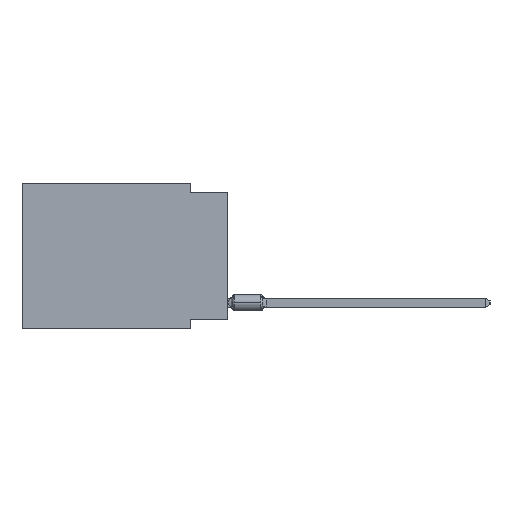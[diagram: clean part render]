
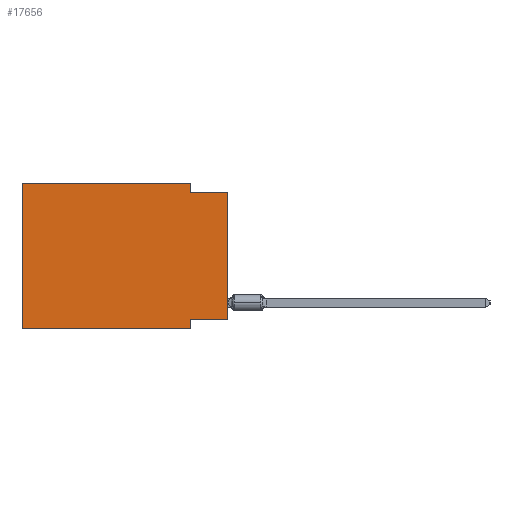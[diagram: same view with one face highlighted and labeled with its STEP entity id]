
A CAD part, left-side view. The second image highlights one B-rep face of the part: STEP entity #17656.
In plain terms, the highlighted planar face has unit normal (-1, 0, 0).
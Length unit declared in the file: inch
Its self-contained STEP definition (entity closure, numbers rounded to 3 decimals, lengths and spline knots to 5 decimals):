
#347 = DIRECTION ( 'NONE',  ( 0., 0., 1. ) ) ;
#1861 = CARTESIAN_POINT ( 'NONE',  ( 0., 0.1, -0.025 ) ) ;
#2150 = DIRECTION ( 'NONE',  ( 0., 0., 1. ) ) ;
#2589 = DIRECTION ( 'NONE',  ( 0., 0., -1. ) ) ;
#3116 = LINE ( 'NONE', #21167, #27314 ) ;
#3554 = CARTESIAN_POINT ( 'NONE',  ( 0., 0., -0.025 ) ) ;
#4285 = DIRECTION ( 'NONE',  ( 0., 0., -1. ) ) ;
#4407 = ORIENTED_EDGE ( 'NONE', *, *, #10757, .F. ) ;
#4442 = VECTOR ( 'NONE', #8025, 39.37008 ) ;
#4459 = CARTESIAN_POINT ( 'NONE',  ( 0., 0., -0.025 ) ) ;
#4882 = CARTESIAN_POINT ( 'NONE',  ( 0., 0.55, -0.39 ) ) ;
#6768 = ORIENTED_EDGE ( 'NONE', *, *, #19817, .F. ) ;
#6982 = ORIENTED_EDGE ( 'NONE', *, *, #16518, .F. ) ;
#7204 = LINE ( 'NONE', #4459, #15472 ) ;
#7220 = FACE_OUTER_BOUND ( 'NONE', #30401, .T. ) ;
#7420 = VERTEX_POINT ( 'NONE', #12121 ) ;
#7687 = VERTEX_POINT ( 'NONE', #17002 ) ;
#7821 = VERTEX_POINT ( 'NONE', #26979 ) ;
#8025 = DIRECTION ( 'NONE',  ( 0., -1., 0. ) ) ;
#10385 = ORIENTED_EDGE ( 'NONE', *, *, #34081, .T. ) ;
#10468 = EDGE_CURVE ( 'NONE', #29584, #7821, #37847, .T. ) ;
#10559 = CARTESIAN_POINT ( 'NONE',  ( 0., 0.55, 0. ) ) ;
#10757 = EDGE_CURVE ( 'NONE', #16149, #19990, #7204, .T. ) ;
#11348 = EDGE_CURVE ( 'NONE', #11781, #7687, #33172, .T. ) ;
#11781 = VERTEX_POINT ( 'NONE', #35881 ) ;
#12121 = CARTESIAN_POINT ( 'NONE',  ( 0., 0.55, 0. ) ) ;
#12756 = CARTESIAN_POINT ( 'NONE',  ( 0., 0.1, 0. ) ) ;
#14892 = VECTOR ( 'NONE', #2150, 39.37008 ) ;
#15472 = VECTOR ( 'NONE', #16439, 39.37008 ) ;
#16149 = VERTEX_POINT ( 'NONE', #1861 ) ;
#16439 = DIRECTION ( 'NONE',  ( 0., -1., 0. ) ) ;
#16518 = EDGE_CURVE ( 'NONE', #36538, #16149, #37163, .T. ) ;
#17002 = CARTESIAN_POINT ( 'NONE',  ( 0., 0.1, -0.365 ) ) ;
#17274 = CARTESIAN_POINT ( 'NONE',  ( 0., 0.1, 0. ) ) ;
#17404 = AXIS2_PLACEMENT_3D ( 'NONE', #10559, #31532, #4285 ) ;
#17480 = CARTESIAN_POINT ( 'NONE',  ( 0., 0., 0. ) ) ;
#17497 = CARTESIAN_POINT ( 'NONE',  ( 0., 0.55, 0. ) ) ;
#17656 = ADVANCED_FACE ( 'NONE', ( #7220 ), #31153, .F. ) ;
#19112 = ORIENTED_EDGE ( 'NONE', *, *, #11348, .F. ) ;
#19817 = EDGE_CURVE ( 'NONE', #7687, #7821, #32213, .T. ) ;
#19990 = VERTEX_POINT ( 'NONE', #3554 ) ;
#20062 = VECTOR ( 'NONE', #23350, 39.37008 ) ;
#20448 = CARTESIAN_POINT ( 'NONE',  ( 0., 0.1, -0.39 ) ) ;
#21006 = CARTESIAN_POINT ( 'NONE',  ( 0., 0., -0.365 ) ) ;
#21167 = CARTESIAN_POINT ( 'NONE',  ( 0., 0.55, 0. ) ) ;
#23350 = DIRECTION ( 'NONE',  ( 0., 0., -1. ) ) ;
#23370 = LINE ( 'NONE', #17497, #24364 ) ;
#24364 = VECTOR ( 'NONE', #29456, 39.37008 ) ;
#25656 = VECTOR ( 'NONE', #2589, 39.37008 ) ;
#26431 = ORIENTED_EDGE ( 'NONE', *, *, #10468, .T. ) ;
#26979 = CARTESIAN_POINT ( 'NONE',  ( 0., 0.1, -0.39 ) ) ;
#27212 = ORIENTED_EDGE ( 'NONE', *, *, #36491, .F. ) ;
#27314 = VECTOR ( 'NONE', #347, 39.37008 ) ;
#29456 = DIRECTION ( 'NONE',  ( 0., -1., 0. ) ) ;
#29584 = VERTEX_POINT ( 'NONE', #37959 ) ;
#30401 = EDGE_LOOP ( 'NONE', ( #10385, #4407, #6982, #27212, #36968, #26431, #6768, #19112 ) ) ;
#30609 = EDGE_CURVE ( 'NONE', #29584, #7420, #3116, .T. ) ;
#31153 = PLANE ( 'NONE',  #17404 ) ;
#31532 = DIRECTION ( 'NONE',  ( 1., 0., 0. ) ) ;
#32213 = LINE ( 'NONE', #20448, #25656 ) ;
#32767 = LINE ( 'NONE', #17480, #14892 ) ;
#32975 = DIRECTION ( 'NONE',  ( 0., 1., 0. ) ) ;
#33172 = LINE ( 'NONE', #21006, #34804 ) ;
#34081 = EDGE_CURVE ( 'NONE', #11781, #19990, #32767, .T. ) ;
#34804 = VECTOR ( 'NONE', #32975, 39.37008 ) ;
#35881 = CARTESIAN_POINT ( 'NONE',  ( 0., 0., -0.365 ) ) ;
#36491 = EDGE_CURVE ( 'NONE', #7420, #36538, #23370, .T. ) ;
#36538 = VERTEX_POINT ( 'NONE', #12756 ) ;
#36968 = ORIENTED_EDGE ( 'NONE', *, *, #30609, .F. ) ;
#37163 = LINE ( 'NONE', #17274, #20062 ) ;
#37847 = LINE ( 'NONE', #4882, #4442 ) ;
#37959 = CARTESIAN_POINT ( 'NONE',  ( 0., 0.55, -0.39 ) ) ;
